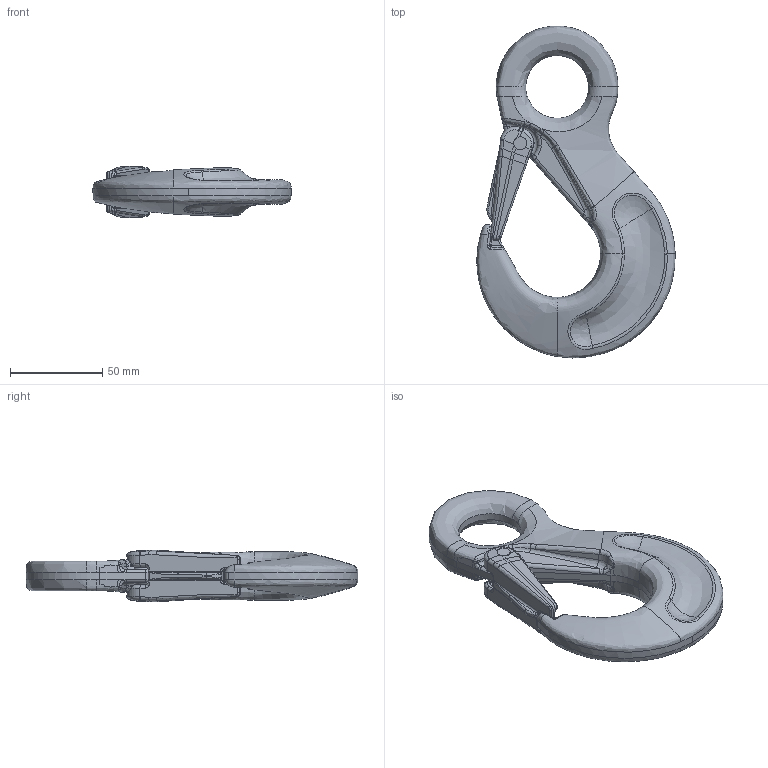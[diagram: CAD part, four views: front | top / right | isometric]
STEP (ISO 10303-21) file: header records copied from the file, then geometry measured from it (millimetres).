
FILE_DESCRIPTION(/* description */ (''),/* implementation_level */ '2;1');
FILE_NAME(/* name */ 'pewag_HSW_10',/* time_stamp */ '2010-02-12T09:42:16+01:00',/* author */ (''),/* organization */ (''),/* preprocessor_version */ 'ST-DEVELOPER v9',/* originating_system */ 'UGS - NX 4.0',/* authorisation */ '');
FILE_SCHEMA (('AUTOMOTIVE_DESIGN { 1 0 10303 214 1 1 1 1 }'));
Length unit declared in the file: millimetre
Products named in the file (1): ritDA3Bps4w
Bounding box: 107.42 x 179.82 x 28 mm (x, y, z)
Volume: 154086.3 mm3; surface area: 34440.4 mm2
Topology: 3 solids, 3 shells, 390 faces, 989 edges, 583 vertices
Faces by surface type: bspline 186, cylinder 103, plane 75, torus 14, cone 6, sphere 6
Full cylindrical faces by diameter (mm): 7 x4, 34 x1
Entity records: 33884 total; most frequent: CARTESIAN_POINT 26084, ORIENTED_EDGE 1918, DIRECTION 1216, EDGE_CURVE 959, VERTEX_POINT 578, AXIS2_PLACEMENT_3D 496, B_SPLINE_CURVE_WITH_KNOTS 414, EDGE_LOOP 401
